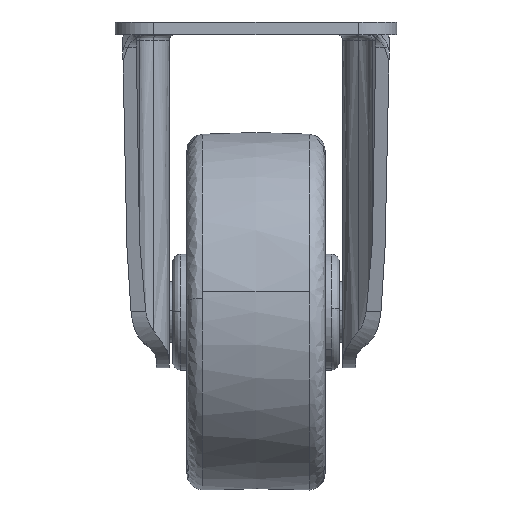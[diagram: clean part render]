
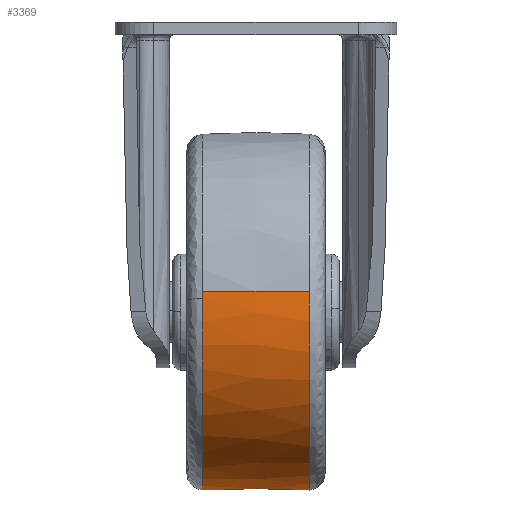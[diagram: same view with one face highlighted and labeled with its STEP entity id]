
A CAD part, left-side view. The second image highlights one B-rep face of the part: STEP entity #3369.
In plain terms, the highlighted free-form (B-spline) face has degree [2, 2] with [3, 9] control points.
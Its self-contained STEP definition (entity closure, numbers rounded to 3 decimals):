
#2903=CARTESIAN_POINT('',(-32.095,9.694,-50.075));
#2904=VERTEX_POINT('',#2903);
#2918=CARTESIAN_POINT('',(-31.971,9.694,-48.784));
#2919=VERTEX_POINT('',#2918);
#2920=CARTESIAN_POINT('',(-31.971,9.694,-48.784));
#2921=CARTESIAN_POINT('',(-32.046,9.694,-49.428));
#2922=CARTESIAN_POINT('',(-32.095,9.694,-50.075));
#2930=(BOUNDED_CURVE()B_SPLINE_CURVE(2,(#2920,#2921,#2922),.UNSPECIFIED.,.F.,.U.)B_SPLINE_CURVE_WITH_KNOTS((3,3),(0.73,0.737),.UNSPECIFIED.)CURVE()GEOMETRIC_REPRESENTATION_ITEM()RATIONAL_B_SPLINE_CURVE((0.957,0.964,0.971))REPRESENTATION_ITEM(''));
#2931=EDGE_CURVE('',#2919,#2904,#2930,.T.);
#2933=CARTESIAN_POINT('',(0.0,9.694,-20.314));
#2934=VERTEX_POINT('',#2933);
#2948=CARTESIAN_POINT('',(32.095,9.694,-54.925));
#2949=VERTEX_POINT('',#2948);
#2950=CARTESIAN_POINT('',(32.095,9.694,-54.925));
#2951=CARTESIAN_POINT('',(32.186,9.694,-53.714));
#2952=CARTESIAN_POINT('',(32.186,9.694,-52.5));
#2953=CARTESIAN_POINT('',(32.186,9.694,-20.314));
#2954=CARTESIAN_POINT('',(0.0,9.694,-20.314));
#2962=(BOUNDED_CURVE()B_SPLINE_CURVE(2,(#2950,#2951,#2952,#2953,#2954),.UNSPECIFIED.,.F.,.U.)B_SPLINE_CURVE_WITH_KNOTS((3,2,3),(0.237,0.25,0.5),.UNSPECIFIED.)CURVE()GEOMETRIC_REPRESENTATION_ITEM()RATIONAL_B_SPLINE_CURVE((0.971,0.985,1.0,0.707,1.0))REPRESENTATION_ITEM(''));
#2963=EDGE_CURVE('',#2949,#2934,#2962,.T.);
#3020=CARTESIAN_POINT('',(0.0,9.694,-84.686));
#3021=VERTEX_POINT('',#3020);
#3022=CARTESIAN_POINT('',(0.0,9.694,-84.686));
#3023=CARTESIAN_POINT('',(29.847,9.694,-84.686));
#3024=CARTESIAN_POINT('',(32.095,9.694,-54.925));
#3032=(BOUNDED_CURVE()B_SPLINE_CURVE(2,(#3022,#3023,#3024),.UNSPECIFIED.,.F.,.U.)B_SPLINE_CURVE_WITH_KNOTS((3,3),(0.0,0.237),.UNSPECIFIED.)CURVE()GEOMETRIC_REPRESENTATION_ITEM()RATIONAL_B_SPLINE_CURVE((1.0,0.722,0.971))REPRESENTATION_ITEM(''));
#3033=EDGE_CURVE('',#3021,#2949,#3032,.T.);
#3035=CARTESIAN_POINT('',(-32.095,9.694,-50.075));
#3036=CARTESIAN_POINT('',(-32.186,9.694,-51.286));
#3037=CARTESIAN_POINT('',(-32.186,9.694,-52.5));
#3038=CARTESIAN_POINT('',(-32.186,9.694,-84.686));
#3039=CARTESIAN_POINT('',(0.0,9.694,-84.686));
#3047=(BOUNDED_CURVE()B_SPLINE_CURVE(2,(#3035,#3036,#3037,#3038,#3039),.UNSPECIFIED.,.F.,.U.)B_SPLINE_CURVE_WITH_KNOTS((3,2,3),(0.737,0.75,1.0),.UNSPECIFIED.)CURVE()GEOMETRIC_REPRESENTATION_ITEM()RATIONAL_B_SPLINE_CURVE((0.971,0.985,1.0,0.707,1.0))REPRESENTATION_ITEM(''));
#3048=EDGE_CURVE('',#2904,#3021,#3047,.T.);
#3105=CARTESIAN_POINT('',(13.24,-9.694,-81.837));
#3106=VERTEX_POINT('',#3105);
#3120=CARTESIAN_POINT('',(32.123,-9.694,-50.479));
#3121=VERTEX_POINT('',#3120);
#3122=CARTESIAN_POINT('',(13.24,-9.694,-81.837));
#3123=CARTESIAN_POINT('',(32.186,-9.694,-73.287));
#3124=CARTESIAN_POINT('',(32.186,-9.694,-52.5));
#3125=CARTESIAN_POINT('',(32.186,-9.694,-51.489));
#3126=CARTESIAN_POINT('',(32.123,-9.694,-50.479));
#3134=(BOUNDED_CURVE()B_SPLINE_CURVE(2,(#3122,#3123,#3124,#3125,#3126),.UNSPECIFIED.,.F.,.U.)B_SPLINE_CURVE_WITH_KNOTS((3,2,3),(0.07,0.25,0.261),.UNSPECIFIED.)CURVE()GEOMETRIC_REPRESENTATION_ITEM()RATIONAL_B_SPLINE_CURVE((0.882,0.789,1.0,0.987,0.975))REPRESENTATION_ITEM(''));
#3135=EDGE_CURVE('',#3106,#3121,#3134,.T.);
#3234=CARTESIAN_POINT('',(0.0,-9.694,-20.314));
#3235=VERTEX_POINT('',#3234);
#3236=CARTESIAN_POINT('',(32.123,-9.694,-50.479));
#3237=CARTESIAN_POINT('',(30.225,-9.694,-20.314));
#3238=CARTESIAN_POINT('',(0.0,-9.694,-20.314));
#3246=(BOUNDED_CURVE()B_SPLINE_CURVE(2,(#3236,#3237,#3238),.UNSPECIFIED.,.F.,.U.)B_SPLINE_CURVE_WITH_KNOTS((3,3),(0.261,0.5),.UNSPECIFIED.)CURVE()GEOMETRIC_REPRESENTATION_ITEM()RATIONAL_B_SPLINE_CURVE((0.975,0.72,1.0))REPRESENTATION_ITEM(''));
#3247=EDGE_CURVE('',#3121,#3235,#3246,.T.);
#3249=CARTESIAN_POINT('',(-31.971,-9.694,-48.784));
#3250=VERTEX_POINT('',#3249);
#3264=CARTESIAN_POINT('',(0.0,-9.694,-84.686));
#3265=VERTEX_POINT('',#3264);
#3266=CARTESIAN_POINT('',(-31.971,-9.694,-48.784));
#3267=CARTESIAN_POINT('',(-32.186,-9.694,-50.636));
#3268=CARTESIAN_POINT('',(-32.186,-9.694,-52.5));
#3269=CARTESIAN_POINT('',(-32.186,-9.694,-84.686));
#3270=CARTESIAN_POINT('',(0.0,-9.694,-84.686));
#3278=(BOUNDED_CURVE()B_SPLINE_CURVE(2,(#3266,#3267,#3268,#3269,#3270),.UNSPECIFIED.,.F.,.U.)B_SPLINE_CURVE_WITH_KNOTS((3,2,3),(0.73,0.75,1.0),.UNSPECIFIED.)CURVE()GEOMETRIC_REPRESENTATION_ITEM()RATIONAL_B_SPLINE_CURVE((0.957,0.977,1.0,0.707,1.0))REPRESENTATION_ITEM(''));
#3279=EDGE_CURVE('',#3250,#3265,#3278,.T.);
#3281=CARTESIAN_POINT('',(0.0,-9.694,-84.686));
#3282=CARTESIAN_POINT('',(6.926,-9.694,-84.686));
#3283=CARTESIAN_POINT('',(13.24,-9.694,-81.837));
#3291=(BOUNDED_CURVE()B_SPLINE_CURVE(2,(#3281,#3282,#3283),.UNSPECIFIED.,.F.,.U.)B_SPLINE_CURVE_WITH_KNOTS((3,3),(0.0,0.07),.UNSPECIFIED.)CURVE()GEOMETRIC_REPRESENTATION_ITEM()RATIONAL_B_SPLINE_CURVE((1.0,0.918,0.882))REPRESENTATION_ITEM(''));
#3292=EDGE_CURVE('',#3265,#3106,#3291,.T.);
#3298=CARTESIAN_POINT('',(-31.906,-10.66,-48.791));
#3299=CARTESIAN_POINT('',(-32.66,0.,-48.704));
#3300=CARTESIAN_POINT('',(-31.906,10.66,-48.791));
#3301=CARTESIAN_POINT('',(-32.121,-10.66,-50.639));
#3302=CARTESIAN_POINT('',(-32.88,0.,-50.595));
#3303=CARTESIAN_POINT('',(-32.121,10.66,-50.639));
#3304=CARTESIAN_POINT('',(-32.121,-10.66,-52.5));
#3305=CARTESIAN_POINT('',(-32.88,0.,-52.5));
#3306=CARTESIAN_POINT('',(-32.121,10.66,-52.5));
#3307=CARTESIAN_POINT('',(-32.121,-10.66,-84.621));
#3308=CARTESIAN_POINT('',(-32.88,0.,-85.38));
#3309=CARTESIAN_POINT('',(-32.121,10.66,-84.621));
#3310=CARTESIAN_POINT('',(0.0,-10.66,-84.621));
#3311=CARTESIAN_POINT('',(0.0,0.,-85.38));
#3312=CARTESIAN_POINT('',(0.0,10.66,-84.621));
#3313=CARTESIAN_POINT('',(32.121,-10.66,-84.621));
#3314=CARTESIAN_POINT('',(32.88,0.,-85.38));
#3315=CARTESIAN_POINT('',(32.121,10.66,-84.621));
#3316=CARTESIAN_POINT('',(32.121,-10.66,-52.5));
#3317=CARTESIAN_POINT('',(32.88,0.,-52.5));
#3318=CARTESIAN_POINT('',(32.121,10.66,-52.5));
#3319=CARTESIAN_POINT('',(32.121,-10.66,-20.379));
#3320=CARTESIAN_POINT('',(32.88,0.,-19.62));
#3321=CARTESIAN_POINT('',(32.121,10.66,-20.379));
#3322=CARTESIAN_POINT('',(0.0,-10.66,-20.379));
#3323=CARTESIAN_POINT('',(0.0,0.,-19.62));
#3324=CARTESIAN_POINT('',(0.0,10.66,-20.379));
#3332=(BOUNDED_SURFACE()B_SPLINE_SURFACE(2,2,((#3298,#3301,#3304,#3307,#3310,#3313,#3316,#3319,#3322),(#3299,#3302,#3305,#3308,#3311,#3314,#3317,#3320,#3323),(#3300,#3303,#3306,#3309,#3312,#3315,#3318,#3321,#3324)),.UNSPECIFIED.,.F.,.F.,.U.)B_SPLINE_SURFACE_WITH_KNOTS((3,3),(3,2,2,2,3),(0.0,21.347),(0.0,4.308,58.156,112.003,165.851),.UNSPECIFIED.)GEOMETRIC_REPRESENTATION_ITEM()RATIONAL_B_SPLINE_SURFACE(((0.854,0.872,0.893,0.631,0.893,0.631,0.893,0.631,0.893),(0.852,0.87,0.891,0.63,0.891,0.63,0.891,0.63,0.891),(0.854,0.872,0.893,0.631,0.893,0.631,0.893,0.631,0.893)))REPRESENTATION_ITEM('')SURFACE());
#3333=ORIENTED_EDGE('',*,*,#2931,.T.);
#3334=ORIENTED_EDGE('',*,*,#3048,.T.);
#3335=ORIENTED_EDGE('',*,*,#3033,.T.);
#3336=ORIENTED_EDGE('',*,*,#2963,.T.);
#3337=CARTESIAN_POINT('',(0.0,-9.694,-20.314));
#3338=CARTESIAN_POINT('',(0.0,0.,-19.686));
#3339=CARTESIAN_POINT('',(0.0,9.694,-20.314));
#3347=(BOUNDED_CURVE()B_SPLINE_CURVE(2,(#3337,#3338,#3339),.UNSPECIFIED.,.F.,.U.)B_SPLINE_CURVE_WITH_KNOTS((3,3),(0.454,0.546),.UNSPECIFIED.)CURVE()GEOMETRIC_REPRESENTATION_ITEM()RATIONAL_B_SPLINE_CURVE((0.893,0.891,0.893))REPRESENTATION_ITEM(''));
#3348=EDGE_CURVE('',#3235,#2934,#3347,.T.);
#3349=ORIENTED_EDGE('',*,*,#3348,.F.);
#3350=ORIENTED_EDGE('',*,*,#3247,.F.);
#3351=ORIENTED_EDGE('',*,*,#3135,.F.);
#3352=ORIENTED_EDGE('',*,*,#3292,.F.);
#3353=ORIENTED_EDGE('',*,*,#3279,.F.);
#3354=CARTESIAN_POINT('',(-31.971,-9.694,-48.784));
#3355=CARTESIAN_POINT('',(-32.595,0.,-48.711));
#3356=CARTESIAN_POINT('',(-31.971,9.694,-48.784));
#3364=(BOUNDED_CURVE()B_SPLINE_CURVE(2,(#3354,#3355,#3356),.UNSPECIFIED.,.F.,.U.)B_SPLINE_CURVE_WITH_KNOTS((3,3),(0.454,0.546),.UNSPECIFIED.)CURVE()GEOMETRIC_REPRESENTATION_ITEM()RATIONAL_B_SPLINE_CURVE((0.854,0.852,0.854))REPRESENTATION_ITEM(''));
#3365=EDGE_CURVE('',#3250,#2919,#3364,.T.);
#3366=ORIENTED_EDGE('',*,*,#3365,.T.);
#3367=EDGE_LOOP('',(#3333,#3334,#3335,#3336,#3349,#3350,#3351,#3352,#3353,#3366));
#3368=FACE_OUTER_BOUND('',#3367,.T.);
#3369=ADVANCED_FACE('',(#3368),#3332,.T.);
